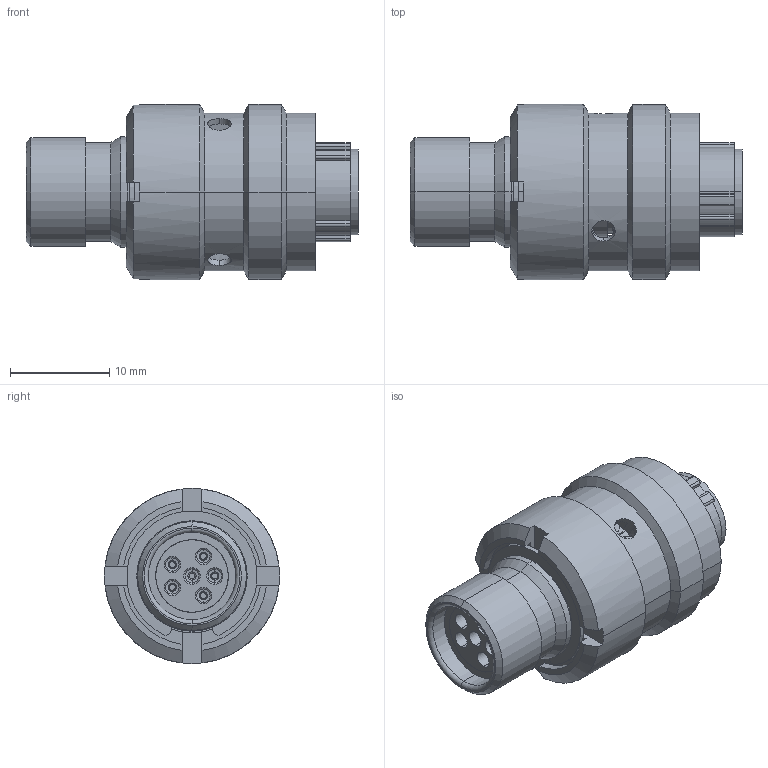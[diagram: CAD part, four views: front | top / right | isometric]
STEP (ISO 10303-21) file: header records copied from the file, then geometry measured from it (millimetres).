
FILE_DESCRIPTION (( 'STEP AP214' ), '1' );
FILE_NAME ('AS608-35PD.STEP', '2019-08-01T14:29:14', ( 'TE Connectivity' ), ( 'TE Connectivity' ), 'SwSTEP 2.0', 'SolidWorks 2016', '' );
FILE_SCHEMA (( 'AUTOMOTIVE_DESIGN' ));
Length unit declared in the file: millimetre
Products named in the file (1): AS608-35PD
Bounding box: 33.37 x 17.6 x 17.6 mm (x, y, z)
Volume: 3483.4 mm3; surface area: 5954.1 mm2
Topology: 14 solids, 14 shells, 695 faces, 1792 edges, 1149 vertices
Faces by surface type: plane 273, cylinder 232, torus 122, cone 50, bspline 12, sphere 6
Entity records: 33194 total; most frequent: CARTESIAN_POINT 9469, ORIENTED_EDGE 3552, DIRECTION 3065, EDGE_CURVE 1776, AXIS2_PLACEMENT_3D 1278, VERTEX_POINT 1139, EDGE_LOOP 759, UNCERTAINTY_MEASURE_WITH_UNIT 709
